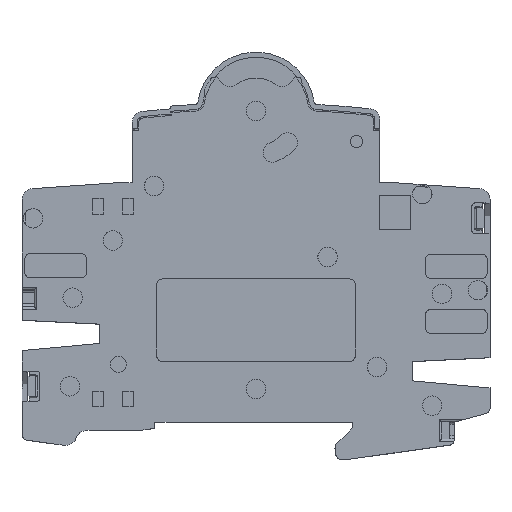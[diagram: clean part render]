
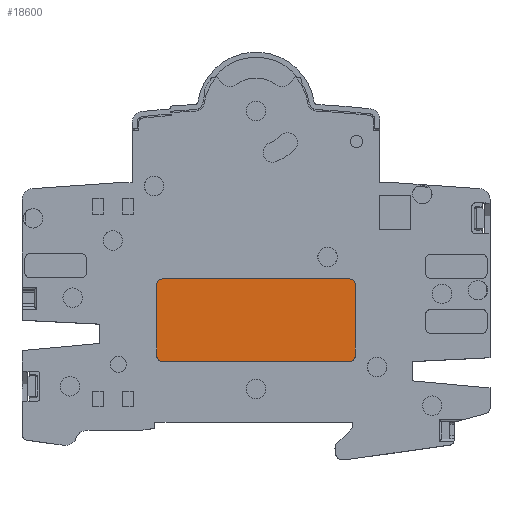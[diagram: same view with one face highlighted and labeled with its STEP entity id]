
A CAD part, top view. The second image highlights one B-rep face of the part: STEP entity #18600.
In plain terms, the highlighted planar face has unit normal (0, 0, 1).
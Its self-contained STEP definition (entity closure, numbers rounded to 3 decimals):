
#5691=CARTESIAN_POINT('',(-17.,25.,4.3));
#5692=DIRECTION('',(0.,0.,1.));
#5693=DIRECTION('',(0.,1.,0.));
#5694=AXIS2_PLACEMENT_3D('',#5691,#5692,#5693);
#5696=DIRECTION('',(-1.,0.,0.));
#5697=VECTOR('',#5696,34.);
#5698=CARTESIAN_POINT('',(17.,26.,4.3));
#5699=LINE('',#5698,#5697);
#5700=CARTESIAN_POINT('',(17.,25.,4.3));
#5701=DIRECTION('',(0.,0.,1.));
#5702=DIRECTION('',(1.,0.,0.));
#5703=AXIS2_PLACEMENT_3D('',#5700,#5701,#5702);
#5705=DIRECTION('',(0.,1.,0.));
#5706=VECTOR('',#5705,13.);
#5707=CARTESIAN_POINT('',(18.,12.,4.3));
#5708=LINE('',#5707,#5706);
#5709=CARTESIAN_POINT('',(17.,12.,4.3));
#5710=DIRECTION('',(0.,0.,1.));
#5711=DIRECTION('',(0.,-1.,0.));
#5712=AXIS2_PLACEMENT_3D('',#5709,#5710,#5711);
#5714=DIRECTION('',(1.,0.,0.));
#5715=VECTOR('',#5714,34.);
#5716=CARTESIAN_POINT('',(-17.,11.,4.3));
#5717=LINE('',#5716,#5715);
#5718=CARTESIAN_POINT('',(-17.,12.,4.3));
#5719=DIRECTION('',(0.,0.,1.));
#5720=DIRECTION('',(-1.,0.,0.));
#5721=AXIS2_PLACEMENT_3D('',#5718,#5719,#5720);
#5723=DIRECTION('',(0.,-1.,0.));
#5724=VECTOR('',#5723,13.);
#5725=CARTESIAN_POINT('',(-18.,25.,4.3));
#5726=LINE('',#5725,#5724);
#8323=CARTESIAN_POINT('',(-17.,26.,4.3));
#8324=CARTESIAN_POINT('',(-18.,25.,4.3));
#8325=VERTEX_POINT('',#8323);
#8326=VERTEX_POINT('',#8324);
#8327=CARTESIAN_POINT('',(-18.,12.,4.3));
#8328=VERTEX_POINT('',#8327);
#8329=CARTESIAN_POINT('',(-17.,11.,4.3));
#8330=VERTEX_POINT('',#8329);
#8331=CARTESIAN_POINT('',(17.,11.,4.3));
#8332=VERTEX_POINT('',#8331);
#8333=CARTESIAN_POINT('',(18.,12.,4.3));
#8334=VERTEX_POINT('',#8333);
#8335=CARTESIAN_POINT('',(18.,25.,4.3));
#8336=VERTEX_POINT('',#8335);
#8337=CARTESIAN_POINT('',(17.,26.,4.3));
#8338=VERTEX_POINT('',#8337);
#18585=CARTESIAN_POINT('',(0.,0.,4.3));
#18586=DIRECTION('',(0.,0.,1.));
#18587=DIRECTION('',(1.,0.,0.));
#18588=AXIS2_PLACEMENT_3D('',#18585,#18586,#18587);
#18589=PLANE('',#18588);
#18590=ORIENTED_EDGE('',*,*,#18425,.F.);
#18591=ORIENTED_EDGE('',*,*,#18447,.F.);
#18592=ORIENTED_EDGE('',*,*,#18468,.F.);
#18593=ORIENTED_EDGE('',*,*,#18489,.F.);
#18594=ORIENTED_EDGE('',*,*,#18510,.F.);
#18595=ORIENTED_EDGE('',*,*,#18531,.F.);
#18596=ORIENTED_EDGE('',*,*,#18552,.F.);
#18597=ORIENTED_EDGE('',*,*,#18572,.F.);
#18598=EDGE_LOOP('',(#18590,#18591,#18592,#18593,#18594,#18595,#18596,#18597));
#18599=FACE_OUTER_BOUND('',#18598,.F.);
#18600=ADVANCED_FACE('',(#18599),#18589,.T.);
#5695=CIRCLE('',#5694,1.);
#5704=CIRCLE('',#5703,1.);
#5713=CIRCLE('',#5712,1.);
#5722=CIRCLE('',#5721,1.);
#18425=EDGE_CURVE('',#8325,#8326,#5695,.T.);
#18447=EDGE_CURVE('',#8338,#8325,#5699,.T.);
#18468=EDGE_CURVE('',#8336,#8338,#5704,.T.);
#18489=EDGE_CURVE('',#8334,#8336,#5708,.T.);
#18510=EDGE_CURVE('',#8332,#8334,#5713,.T.);
#18531=EDGE_CURVE('',#8330,#8332,#5717,.T.);
#18552=EDGE_CURVE('',#8328,#8330,#5722,.T.);
#18572=EDGE_CURVE('',#8326,#8328,#5726,.T.);
